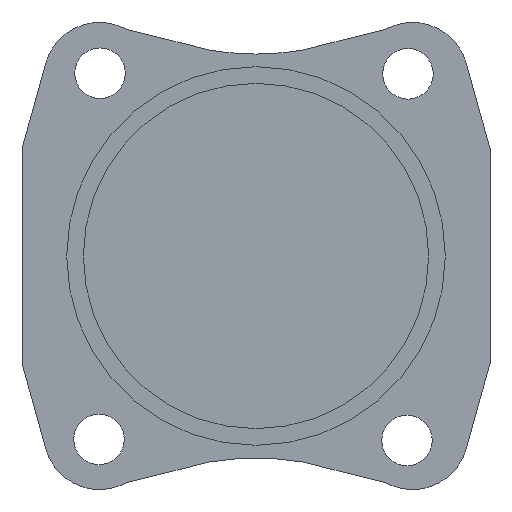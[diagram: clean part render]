
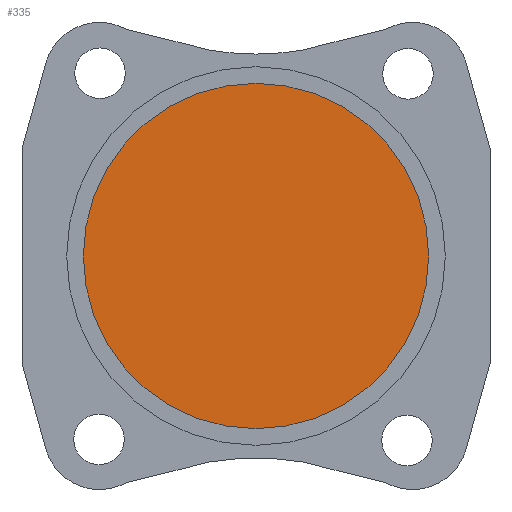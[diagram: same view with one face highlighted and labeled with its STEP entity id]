
A CAD part, front view. The second image highlights one B-rep face of the part: STEP entity #335.
In plain terms, the highlighted planar face has unit normal (0, -1, 0).
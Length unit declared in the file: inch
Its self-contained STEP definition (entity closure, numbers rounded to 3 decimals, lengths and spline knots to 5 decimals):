
#99 = ORIENTED_EDGE ( 'NONE', *, *, #2582, .T. ) ;
#112 = CARTESIAN_POINT ( 'NONE',  ( 0., 0.2, 0. ) ) ;
#125 = EDGE_CURVE ( 'NONE', #2390, #2611, #1057, .T. ) ;
#130 = PLANE ( 'NONE',  #169 ) ;
#169 = AXIS2_PLACEMENT_3D ( 'NONE', #112, #1004, #2056 ) ;
#335 = ADVANCED_FACE ( 'NONE', ( #2041 ), #130, .T. ) ;
#502 = EDGE_LOOP ( 'NONE', ( #2002, #99 ) ) ;
#520 = DIRECTION ( 'NONE',  ( 0., 0., -1. ) ) ;
#873 = AXIS2_PLACEMENT_3D ( 'NONE', #1342, #878, #1791 ) ;
#878 = DIRECTION ( 'NONE',  ( 0., -1., 0. ) ) ;
#974 = AXIS2_PLACEMENT_3D ( 'NONE', #2666, #1573, #520 ) ;
#988 = CARTESIAN_POINT ( 'NONE',  ( 0., 0.2, 1.71 ) ) ;
#1004 = DIRECTION ( 'NONE',  ( 0., -1., 0. ) ) ;
#1057 = CIRCLE ( 'NONE', #873, 1.71 ) ;
#1342 = CARTESIAN_POINT ( 'NONE',  ( 0., 0.2, 0. ) ) ;
#1573 = DIRECTION ( 'NONE',  ( 0., -1., 0. ) ) ;
#1791 = DIRECTION ( 'NONE',  ( 0., 0., -1. ) ) ;
#1921 = CIRCLE ( 'NONE', #974, 1.71 ) ;
#2002 = ORIENTED_EDGE ( 'NONE', *, *, #125, .T. ) ;
#2041 = FACE_OUTER_BOUND ( 'NONE', #502, .T. ) ;
#2056 = DIRECTION ( 'NONE',  ( 0., 0., -1. ) ) ;
#2390 = VERTEX_POINT ( 'NONE', #988 ) ;
#2582 = EDGE_CURVE ( 'NONE', #2611, #2390, #1921, .T. ) ;
#2611 = VERTEX_POINT ( 'NONE', #2613 ) ;
#2613 = CARTESIAN_POINT ( 'NONE',  ( 0., 0.2, -1.71 ) ) ;
#2666 = CARTESIAN_POINT ( 'NONE',  ( 0., 0.2, 0. ) ) ;
